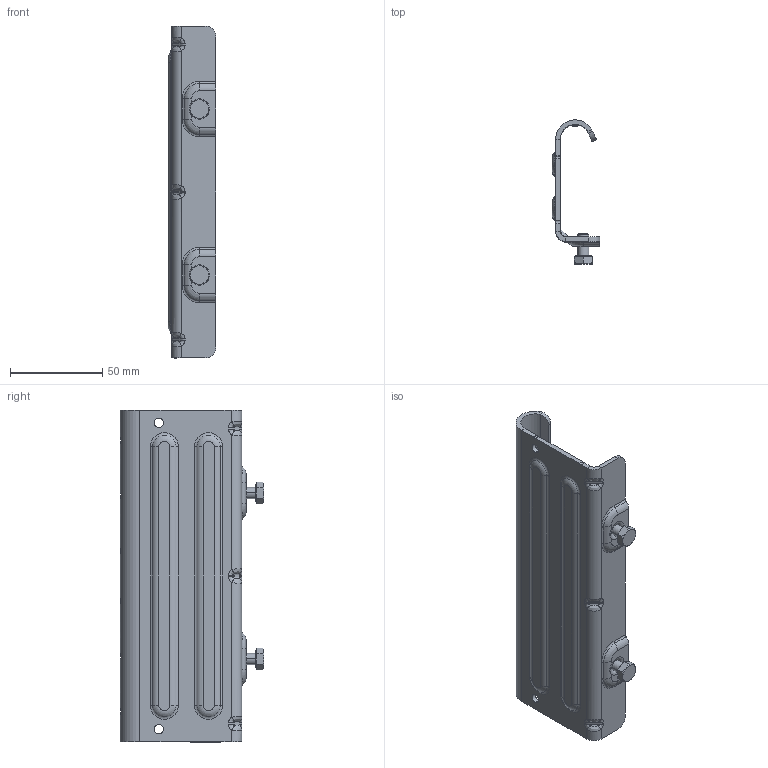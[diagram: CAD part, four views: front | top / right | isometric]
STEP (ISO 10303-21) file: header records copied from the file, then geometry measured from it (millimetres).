
FILE_DESCRIPTION (( 'STEP AP203' ), '1' );
FILE_NAME ('10-02-2823.STEP', '2013-05-02T12:14:40', ( 'asennus' ), ( '' ), 'SwSTEP 2.0', 'SolidWorks 2013', '' );
FILE_SCHEMA (( 'CONFIG_CONTROL_DESIGN' ));
Length unit declared in the file: millimetre
Products named in the file (1): 10-02-2823
Bounding box: 26 x 78 x 180 mm (x, y, z)
Surface area: 41710 mm2 (no closed solid volume)
Topology: 0 solids, 5 shells, 399 faces, 1029 edges, 642 vertices
Faces by surface type: cylinder 126, plane 110, bspline 95, torus 46, cone 22
Entity records: 14934 total; most frequent: CARTESIAN_POINT 5820, ORIENTED_EDGE 2050, DIRECTION 1724, EDGE_CURVE 1029, AXIS2_PLACEMENT_3D 698, VERTEX_POINT 642, EDGE_LOOP 425, FACE_OUTER_BOUND 399
